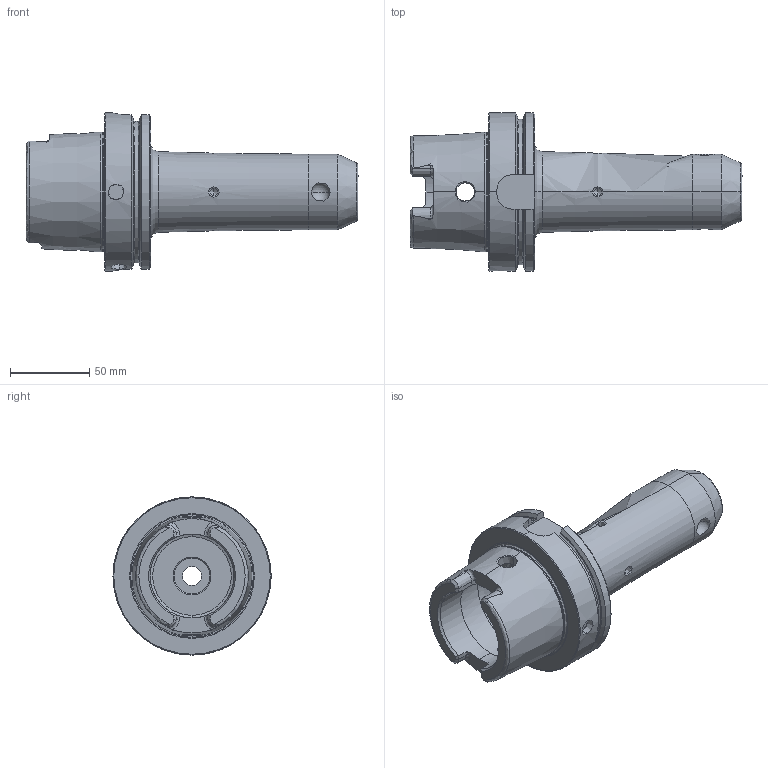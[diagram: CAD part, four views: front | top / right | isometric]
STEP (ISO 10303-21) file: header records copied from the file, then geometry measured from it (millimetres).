
FILE_DESCRIPTION (( 'STEP AP203' ), '1' );
FILE_NAME ('HA0.W16.K21.160.STEP', '2011-07-12T14:06:17', ( 'baer' ), ( 'Hewlett-Packard Company' ), 'SwSTEP 2.0', 'SolidWorks 2009', '' );
FILE_SCHEMA (( 'CONFIG_CONTROL_DESIGN' ));
Length unit declared in the file: millimetre
Products named in the file (4): HA0.W16.K21.160; HA0-W16.K21.160_C_Fertigbearbeitung; ERU-CJ2.001.006_Default; W16-ER1.001.016_Default
Assembly tree (4 placements, depth 2):
  HA0.W16.K21.160
    ERU-CJ2.001.006_Default  x2
    HA0-W16.K21.160_C_Fertigbearbeitung
    W16-ER1.001.016_Default
Bounding box: 209.97 x 100 x 100 mm (x, y, z)
Volume: 473152.6 mm3; surface area: 77243.3 mm2
Topology: 4 solids, 4 shells, 278 faces, 686 edges, 418 vertices
Faces by surface type: cylinder 85, plane 73, cone 68, torus 44, bspline 6, sphere 2
Entity records: 10441 total; most frequent: CARTESIAN_POINT 3989, ORIENTED_EDGE 1276, DIRECTION 1234, EDGE_CURVE 638, AXIS2_PLACEMENT_3D 502, VERTEX_POINT 398, EDGE_LOOP 292, ADVANCED_FACE 263
